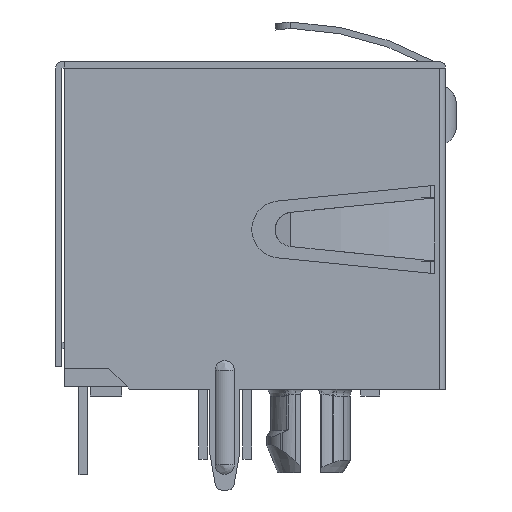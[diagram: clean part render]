
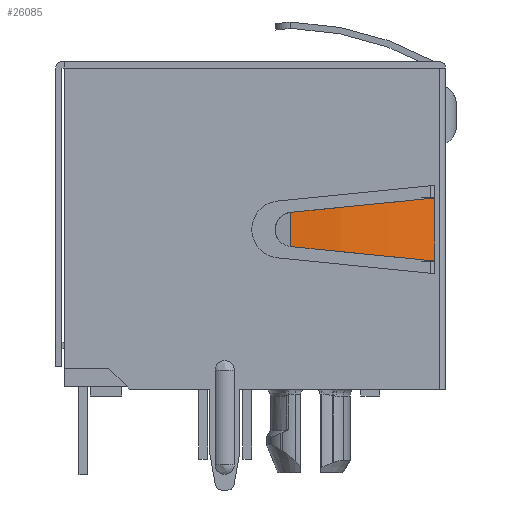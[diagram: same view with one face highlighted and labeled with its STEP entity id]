
A CAD part, left-side view. The second image highlights one B-rep face of the part: STEP entity #26085.
In plain terms, the highlighted cylindrical face has radius 12.7 mm (diameter 25.4 mm), a partial arc.
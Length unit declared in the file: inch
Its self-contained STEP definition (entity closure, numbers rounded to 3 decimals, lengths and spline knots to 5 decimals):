
#1161=ELLIPSE('',#27701,0.50251,0.5);
#1162=ELLIPSE('',#27702,0.50251,0.5);
#1163=ELLIPSE('',#27703,0.02716,0.02711);
#1164=ELLIPSE('',#27704,0.02716,0.02711);
#1431=CYLINDRICAL_SURFACE('',#27700,0.5);
#2172=FACE_OUTER_BOUND('',#3671,.T.);
#3671=EDGE_LOOP('',(#19940,#19941,#19942,#19943,#19944,#19945));
#5603=LINE('',#42173,#8499);
#6001=LINE('',#43686,#8897);
#8499=VECTOR('',#30679,39.37008);
#8897=VECTOR('',#31645,39.37008);
#11370=VERTEX_POINT('',#42171);
#11371=VERTEX_POINT('',#42172);
#11634=VERTEX_POINT('',#43679);
#11635=VERTEX_POINT('',#43681);
#11636=VERTEX_POINT('',#43683);
#11637=VERTEX_POINT('',#43685);
#14236=EDGE_CURVE('',#11370,#11371,#5603,.T.);
#14713=EDGE_CURVE('',#11634,#11371,#1161,.T.);
#14714=EDGE_CURVE('',#11370,#11635,#1162,.T.);
#14715=EDGE_CURVE('',#11635,#11636,#1163,.T.);
#14716=EDGE_CURVE('',#11636,#11637,#6001,.T.);
#14717=EDGE_CURVE('',#11637,#11634,#1164,.T.);
#19940=ORIENTED_EDGE('',*,*,#14713,.T.);
#19941=ORIENTED_EDGE('',*,*,#14236,.F.);
#19942=ORIENTED_EDGE('',*,*,#14714,.T.);
#19943=ORIENTED_EDGE('',*,*,#14715,.T.);
#19944=ORIENTED_EDGE('',*,*,#14716,.T.);
#19945=ORIENTED_EDGE('',*,*,#14717,.T.);
#26085=ADVANCED_FACE('',(#2172),#1431,.T.);
#27700=AXIS2_PLACEMENT_3D('',#43678,#31637,#31638);
#27701=AXIS2_PLACEMENT_3D('',#43680,#31639,#31640);
#27702=AXIS2_PLACEMENT_3D('',#43682,#31641,#31642);
#27703=AXIS2_PLACEMENT_3D('',#43684,#31643,#31644);
#27704=AXIS2_PLACEMENT_3D('',#43687,#31646,#31647);
#30679=DIRECTION('',(0.,0.,-1.));
#31637=DIRECTION('center_axis',(0.,0.,
-1.));
#31638=DIRECTION('ref_axis',(1.,0.,0.));
#31639=DIRECTION('center_axis',(0.,-0.1,0.995));
#31640=DIRECTION('ref_axis',(0.,-0.995,-0.1));
#31641=DIRECTION('center_axis',(0.,-0.1,-0.995));
#31642=DIRECTION('ref_axis',(0.,-0.995,0.1));
#31643=DIRECTION('center_axis',(-0.998,-0.034,-0.05));
#31644=DIRECTION('ref_axis',(-0.028,0.993,-0.113));
#31645=DIRECTION('',(0.,0.,-1.));
#31646=DIRECTION('center_axis',(-0.998,-0.034,
0.05));
#31647=DIRECTION('ref_axis',(0.028,-0.993,-0.113));
#42171=CARTESIAN_POINT('',(-0.54192,-0.29226,0.309));
#42172=CARTESIAN_POINT('',(-0.54192,-0.29226,0.209));
#42173=CARTESIAN_POINT('',(-0.54192,-0.29226,-0.154));
#43678=CARTESIAN_POINT('Origin',(-0.10504,-0.04908,
0.3096));
#43679=CARTESIAN_POINT('',(-0.60483,-0.06376,0.23192));
#43680=CARTESIAN_POINT('Origin',(-0.10504,-0.04908,
0.23339));
#43681=CARTESIAN_POINT('',(-0.60483,-0.06376,0.28609));
#43682=CARTESIAN_POINT('Origin',(-0.10504,-0.04908,
0.28461));
#43683=CARTESIAN_POINT('',(-0.60485,-0.06308,0.28601));
#43684=CARTESIAN_POINT('Origin',(-0.60338,-0.06642,
0.25914));
#43685=CARTESIAN_POINT('',(-0.60485,-0.06308,0.23199));
#43686=CARTESIAN_POINT('',(-0.60485,-0.06308,0.3096));
#43687=CARTESIAN_POINT('Origin',(-0.60338,-0.06642,
0.25886));
